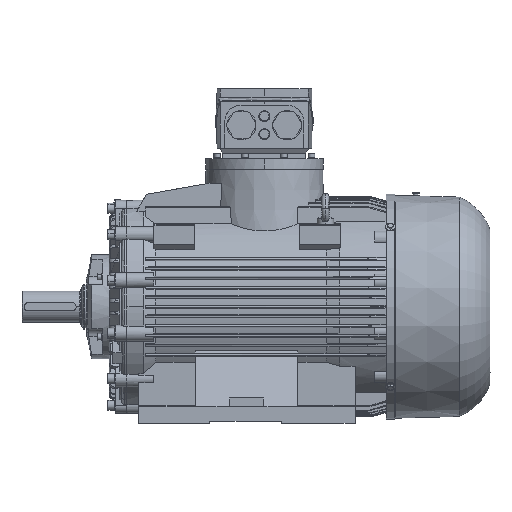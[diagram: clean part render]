
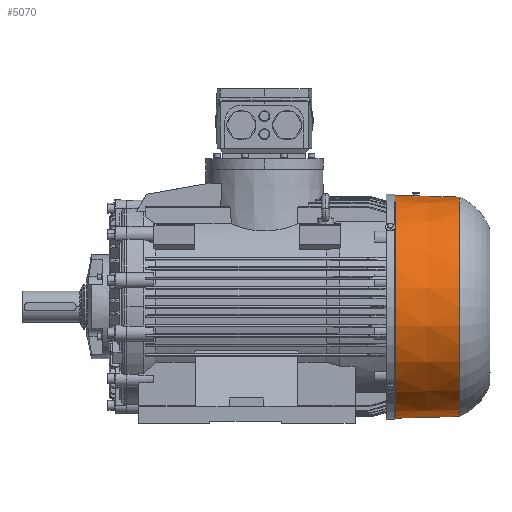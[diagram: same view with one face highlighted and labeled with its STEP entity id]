
A CAD part, front view. The second image highlights one B-rep face of the part: STEP entity #5070.
In plain terms, the highlighted conical face has half-angle 1.498 degrees and reference radius 265.5 mm.
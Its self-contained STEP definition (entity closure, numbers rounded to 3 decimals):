
#5070=ADVANCED_FACE('',(#12036),#12037,.T.);
#12036=FACE_OUTER_BOUND('',#21889,.T.);
#12037=CONICAL_SURFACE('',#21890,265.5,0.026);
#21889=EDGE_LOOP('',(#34293,#34294,#34295,#34296));
#21890=AXIS2_PLACEMENT_3D('',#34297,#34298,#34299);
#34293=ORIENTED_EDGE('',*,*,#61412,.F.);
#34294=ORIENTED_EDGE('',*,*,#61413,.T.);
#34295=ORIENTED_EDGE('',*,*,#61414,.F.);
#34296=ORIENTED_EDGE('',*,*,#61415,.F.);
#34297=CARTESIAN_POINT('',(721.5,0.0,0.0));
#34298=DIRECTION('',(-1.0,-0.0,0.0));
#34299=DIRECTION('',(0.0,0.0,1.0));
#61412=EDGE_CURVE('',#73860,#73854,#73861,.T.);
#61413=EDGE_CURVE('',#73860,#73862,#73863,.T.);
#61414=EDGE_CURVE('',#73851,#73862,#73864,.T.);
#61415=EDGE_CURVE('',#73854,#73851,#73865,.T.);
#73851=VERTEX_POINT('',#93032);
#73854=VERTEX_POINT('',#93035);
#73860=VERTEX_POINT('',#93041);
#73861=LINE('',#93042,#93043);
#73862=VERTEX_POINT('',#93044);
#73863=CIRCLE('',#93045,267.5);
#73864=LINE('',#93046,#93047);
#73865=CIRCLE('',#93048,263.5);
#93032=CARTESIAN_POINT('',(798.0,0.,-263.5));
#93035=CARTESIAN_POINT('',(798.0,0.0,263.5));
#93041=CARTESIAN_POINT('',(645.0,0.0,267.5));
#93042=CARTESIAN_POINT('',(721.5,0.,265.5));
#93043=VECTOR('',#132034,1.0);
#93044=CARTESIAN_POINT('',(645.0,0.,-267.5));
#93045=AXIS2_PLACEMENT_3D('',#132035,#132036,#132037);
#93046=CARTESIAN_POINT('',(721.5,0.,-265.5));
#93047=VECTOR('',#132038,1.0);
#93048=AXIS2_PLACEMENT_3D('',#132039,#132040,#132041);
#132034=DIRECTION('',(1.,0.,-0.026));
#132035=CARTESIAN_POINT('',(645.0,0.0,0.0));
#132036=DIRECTION('',(1.0,0.0,-0.0));
#132037=DIRECTION('',(0.0,0.0,1.0));
#132038=DIRECTION('',(-1.,0.,-0.026));
#132039=CARTESIAN_POINT('',(798.0,0.0,0.0));
#132040=DIRECTION('',(1.0,0.0,-0.0));
#132041=DIRECTION('',(0.0,0.0,1.0));
